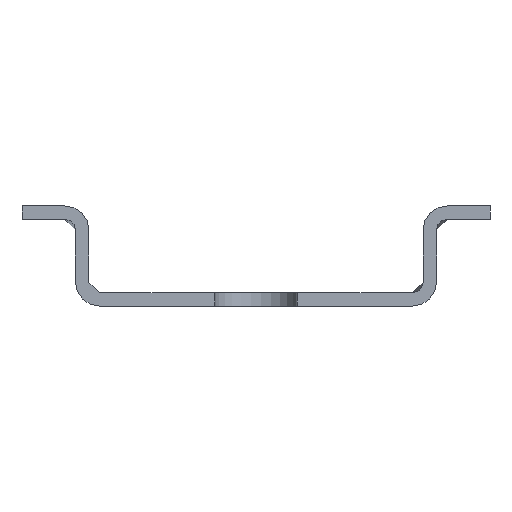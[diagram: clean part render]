
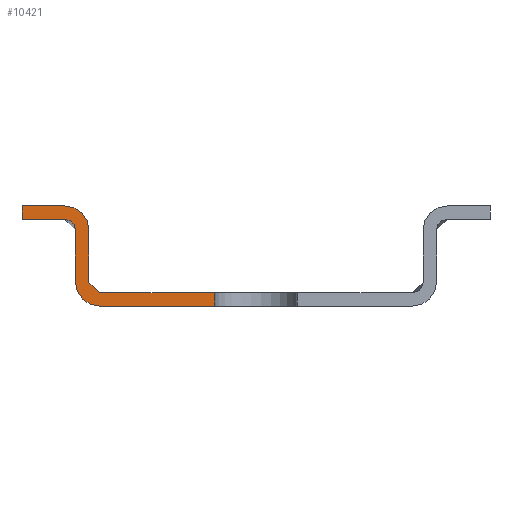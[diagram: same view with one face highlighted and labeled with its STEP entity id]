
A CAD part, left-side view. The second image highlights one B-rep face of the part: STEP entity #10421.
In plain terms, the highlighted planar face has unit normal (-1, 0, 0).
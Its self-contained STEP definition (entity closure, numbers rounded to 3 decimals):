
#3338=AXIS2_PLACEMENT_3D('Circle Axis2P3D',#3336,#3337,$) ;
#3431=AXIS2_PLACEMENT_3D('Circle Axis2P3D',#3429,#3430,$) ;
#3513=AXIS2_PLACEMENT_3D('Circle Axis2P3D',#3511,#3512,$) ;
#10356=AXIS2_PLACEMENT_3D('Plane Axis2P3D',#10353,#10354,#10355) ;
#90=CARTESIAN_POINT('Vertex',(0.,29.2,1.)) ;
#93=CARTESIAN_POINT('Line Origine',(0.,24.9,1.)) ;
#97=CARTESIAN_POINT('Vertex',(0.,20.6,1.)) ;
#3064=CARTESIAN_POINT('Line Origine',(0.,20.6,0.5)) ;
#3068=CARTESIAN_POINT('Vertex',(0.,20.6,0.)) ;
#3333=CARTESIAN_POINT('Vertex',(0.,29.2,0.)) ;
#3336=CARTESIAN_POINT('Axis2P3D Location',(0.,29.2,1.8)) ;
#3340=CARTESIAN_POINT('Vertex',(0.,31.,1.8)) ;
#3364=CARTESIAN_POINT('Vertex',(0.,31.,5.7)) ;
#3367=CARTESIAN_POINT('Line Origine',(0.,31.,3.75)) ;
#3384=CARTESIAN_POINT('Line Origine',(0.,35.,7.)) ;
#3388=CARTESIAN_POINT('Vertex',(0.,35.,6.5)) ;
#3390=CARTESIAN_POINT('Vertex',(0.,35.,7.5)) ;
#3419=CARTESIAN_POINT('Vertex',(0.,30.,5.7)) ;
#3426=CARTESIAN_POINT('Vertex',(0.,31.8,7.5)) ;
#3429=CARTESIAN_POINT('Axis2P3D Location',(0.,31.8,5.7)) ;
#3450=CARTESIAN_POINT('Vertex',(0.,30.,1.8)) ;
#3453=CARTESIAN_POINT('Line Origine',(0.,30.,3.75)) ;
#3470=CARTESIAN_POINT('Line Origine',(0.,33.4,7.5)) ;
#3491=CARTESIAN_POINT('Vertex',(0.,31.8,6.5)) ;
#3494=CARTESIAN_POINT('Line Origine',(0.,33.4,6.5)) ;
#3511=CARTESIAN_POINT('Axis2P3D Location',(0.,31.8,5.7)) ;
#10353=CARTESIAN_POINT('Axis2P3D Location',(0.,4.,0.)) ;
#10396=CARTESIAN_POINT('Control Point',(0.,29.2,1.)) ;
#10397=CARTESIAN_POINT('Control Point',(0.,29.514,1.)) ;
#10398=CARTESIAN_POINT('Control Point',(0.,29.832,1.168)) ;
#10399=CARTESIAN_POINT('Control Point',(0.,30.,1.486)) ;
#10400=CARTESIAN_POINT('Control Point',(0.,30.,1.8)) ;
#10402=CARTESIAN_POINT('Line Origine',(0.,17.5,0.)) ;
#94=DIRECTION('Vector Direction',(0.,1.,0.)) ;
#3065=DIRECTION('Vector Direction',(0.,0.,-1.)) ;
#3337=DIRECTION('Axis2P3D Direction',(1.,0.,0.)) ;
#3368=DIRECTION('Vector Direction',(0.,0.,1.)) ;
#3385=DIRECTION('Vector Direction',(0.,0.,1.)) ;
#3430=DIRECTION('Axis2P3D Direction',(1.,0.,0.)) ;
#3454=DIRECTION('Vector Direction',(0.,0.,-1.)) ;
#3471=DIRECTION('Vector Direction',(0.,1.,0.)) ;
#3495=DIRECTION('Vector Direction',(0.,-1.,0.)) ;
#3512=DIRECTION('Axis2P3D Direction',(1.,0.,0.)) ;
#10354=DIRECTION('Axis2P3D Direction',(1.,0.,0.)) ;
#10355=DIRECTION('Axis2P3D XDirection',(0.,1.,0.)) ;
#10403=DIRECTION('Vector Direction',(0.,1.,0.)) ;
#95=VECTOR('Line Direction',#94,1.) ;
#3066=VECTOR('Line Direction',#3065,1.) ;
#3369=VECTOR('Line Direction',#3368,1.) ;
#3386=VECTOR('Line Direction',#3385,1.) ;
#3455=VECTOR('Line Direction',#3454,1.) ;
#3472=VECTOR('Line Direction',#3471,1.) ;
#3496=VECTOR('Line Direction',#3495,1.) ;
#10404=VECTOR('Line Direction',#10403,1.) ;
#10408=ORIENTED_EDGE('',*,*,#99,.T.) ;
#10409=ORIENTED_EDGE('',*,*,#10401,.T.) ;
#10410=ORIENTED_EDGE('',*,*,#3457,.F.) ;
#10411=ORIENTED_EDGE('',*,*,#3433,.F.) ;
#10412=ORIENTED_EDGE('',*,*,#3474,.T.) ;
#10413=ORIENTED_EDGE('',*,*,#3392,.F.) ;
#10414=ORIENTED_EDGE('',*,*,#3498,.T.) ;
#10415=ORIENTED_EDGE('',*,*,#3515,.T.) ;
#10416=ORIENTED_EDGE('',*,*,#3371,.F.) ;
#10417=ORIENTED_EDGE('',*,*,#3342,.F.) ;
#10418=ORIENTED_EDGE('',*,*,#10406,.F.) ;
#10419=ORIENTED_EDGE('',*,*,#3070,.F.) ;
#10421=ADVANCED_FACE('K\X2\00F6\X0\rper.3',(#10420),#10357,.F.) ;
#10395=B_SPLINE_CURVE_WITH_KNOTS('',4,(#10396,#10397,#10398,#10399,#10400),.UNSPECIFIED.,.F.,.U.,(5,5),(3.77,5.027),.UNSPECIFIED.) ;
#3339=CIRCLE('generated circle',#3338,1.8) ;
#3432=CIRCLE('generated circle',#3431,1.8) ;
#3514=CIRCLE('generated circle',#3513,0.8) ;
#99=EDGE_CURVE('',#98,#91,#96,.T.) ;
#3070=EDGE_CURVE('',#98,#3069,#3067,.T.) ;
#3342=EDGE_CURVE('',#3334,#3341,#3339,.T.) ;
#3371=EDGE_CURVE('',#3341,#3365,#3370,.T.) ;
#3392=EDGE_CURVE('',#3389,#3391,#3387,.T.) ;
#3433=EDGE_CURVE('',#3427,#3420,#3432,.T.) ;
#3457=EDGE_CURVE('',#3420,#3451,#3456,.T.) ;
#3474=EDGE_CURVE('',#3427,#3391,#3473,.T.) ;
#3498=EDGE_CURVE('',#3389,#3492,#3497,.T.) ;
#3515=EDGE_CURVE('',#3492,#3365,#3514,.T.) ;
#10401=EDGE_CURVE('',#91,#3451,#10395,.T.) ;
#10406=EDGE_CURVE('',#3069,#3334,#10405,.T.) ;
#10407=EDGE_LOOP('',(#10408,#10409,#10410,#10411,#10412,#10413,#10414,#10415,#10416,#10417,#10418,#10419)) ;
#10420=FACE_OUTER_BOUND('',#10407,.T.) ;
#96=LINE('Line',#93,#95) ;
#3067=LINE('Line',#3064,#3066) ;
#3370=LINE('Line',#3367,#3369) ;
#3387=LINE('Line',#3384,#3386) ;
#3456=LINE('Line',#3453,#3455) ;
#3473=LINE('Line',#3470,#3472) ;
#3497=LINE('Line',#3494,#3496) ;
#10405=LINE('Line',#10402,#10404) ;
#10357=PLANE('',#10356) ;
#91=VERTEX_POINT('',#90) ;
#98=VERTEX_POINT('',#97) ;
#3069=VERTEX_POINT('',#3068) ;
#3334=VERTEX_POINT('',#3333) ;
#3341=VERTEX_POINT('',#3340) ;
#3365=VERTEX_POINT('',#3364) ;
#3389=VERTEX_POINT('',#3388) ;
#3391=VERTEX_POINT('',#3390) ;
#3420=VERTEX_POINT('',#3419) ;
#3427=VERTEX_POINT('',#3426) ;
#3451=VERTEX_POINT('',#3450) ;
#3492=VERTEX_POINT('',#3491) ;
